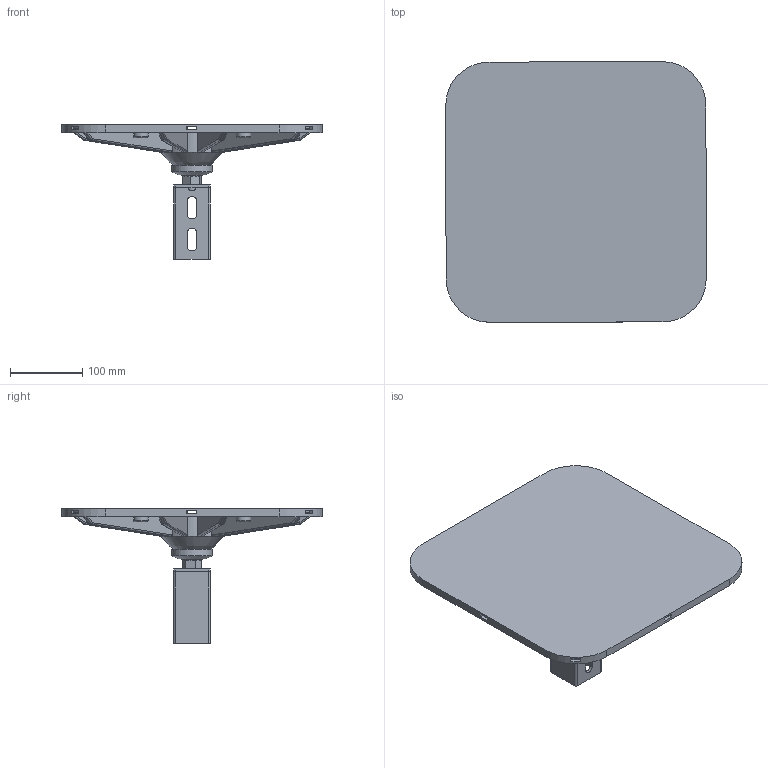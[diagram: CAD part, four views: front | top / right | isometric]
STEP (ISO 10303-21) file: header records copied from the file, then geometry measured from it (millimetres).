
FILE_DESCRIPTION(/* description */ (''),/* implementation_level */ '2;1');
FILE_NAME(/* name */ 'FOOT.stp',/* time_stamp */ '2025-02-19T10:11:08+03:00',/* author */ ('Man85'),/* organization */ (''),/* preprocessor_version */ 'ST-DEVELOPER v19.2',/* originating_system */ 'Autodesk Inventor 2023',/* authorisation */ '');
FILE_SCHEMA (('AUTOMOTIVE_DESIGN { 1 0 10303 214 3 1 1 }'));
Length unit declared in the file: millimetre
Products named in the file (9): KM-TR-F-KOP41-41; СДЕН433103.03; 433103.04; 433103.05 Шайба сфера; DIN 934 - M16; СДЕН.433103.02; 433103.06 Шайба сфера 
большая; DIN 933 - M16  x 60; СДЕН.433103.01
Assembly tree (8 placements, depth 2):
  KM-TR-F-KOP41-41
    СДЕН433103.03
    433103.04
    433103.05 Шайба сфера
    DIN 934 - M16
    СДЕН.433103.02
    433103.06 Шайба сфера 
большая
    DIN 933 - M16  x 60
    СДЕН.433103.01
Bounding box: 360.5 x 360.5 x 186.6 mm (x, y, z)
Volume: 1481084.5 mm3; surface area: 732059.4 mm2
Topology: 9 solids, 9 shells, 1151 faces, 2821 edges, 1849 vertices
Faces by surface type: cylinder 510, plane 432, torus 168, sphere 24, cone 12, bspline 5
Full cylindrical faces by diameter (mm): 13.835 x1, 14.917 x1, 16 x1, 16.5 x2, 18 x1, 20 x16, 22 x1, 33 x1, 38 x1, 56 x1, 63 x1, 78 x1
Entity records: 40309 total; most frequent: CARTESIAN_POINT 12429, DIRECTION 5782, ORIENTED_EDGE 5642, EDGE_CURVE 2821, AXIS2_PLACEMENT_3D 2199, VERTEX_POINT 1848, LINE 1384, VECTOR 1384
